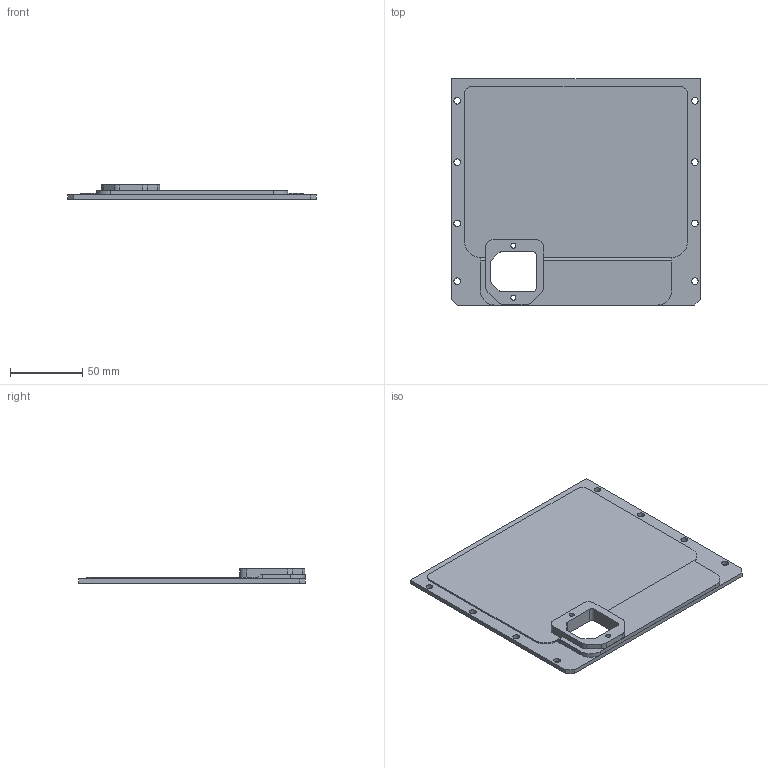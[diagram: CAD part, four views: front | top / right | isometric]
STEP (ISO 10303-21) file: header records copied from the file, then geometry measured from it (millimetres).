
FILE_DESCRIPTION(/* description */ (''),/* implementation_level */ '2;1');
FILE_NAME(/* name */ 'Rear Panel - Socket Only.step',/* time_stamp */ '2022-05-19T09:26:11-05:00',/* author */ (''),/* organization */ (''),/* preprocessor_version */ 'ST-DEVELOPER v18.1',/* originating_system */ 'Autodesk Translation Framework v10.14.0.1471',/* authorisation */ '');
FILE_SCHEMA (('AUTOMOTIVE_DESIGN { 1 0 10303 214 3 1 1 }'));
Length unit declared in the file: millimetre
Products named in the file (1): Rear Panel - Socket Only
Bounding box: 172.55 x 156.8 x 10 mm (x, y, z)
Volume: 111073.7 mm3; surface area: 57520 mm2
Topology: 1 solids, 1 shells, 63 faces, 178 edges, 118 vertices
Faces by surface type: plane 35, cylinder 28
Full cylindrical faces by diameter (mm): 3.5 x2, 4.6 x8
Entity records: 2129 total; most frequent: DIRECTION 362, CARTESIAN_POINT 360, ORIENTED_EDGE 356, EDGE_CURVE 178, LINE 122, VECTOR 122, AXIS2_PLACEMENT_3D 120, VERTEX_POINT 118
